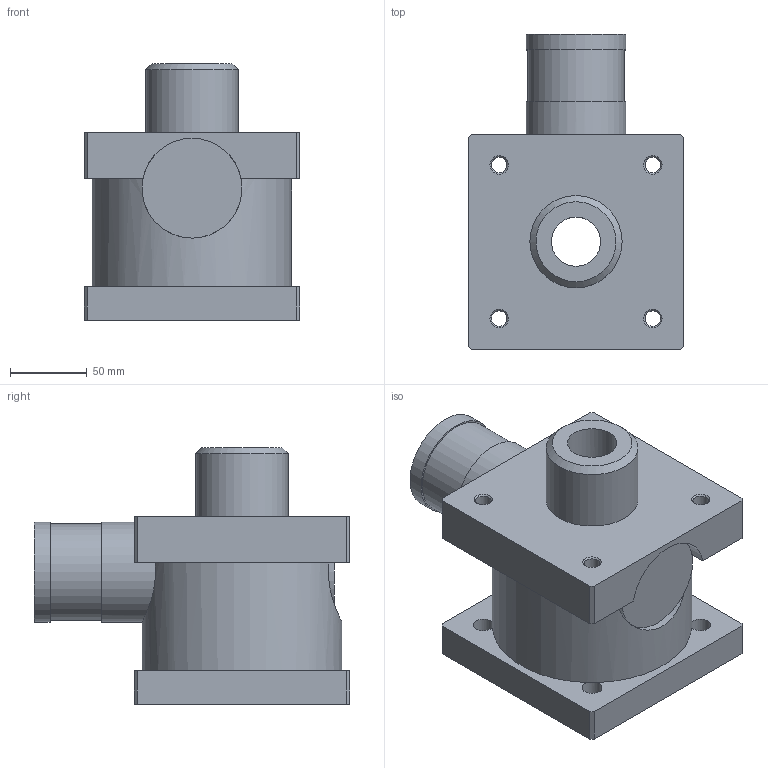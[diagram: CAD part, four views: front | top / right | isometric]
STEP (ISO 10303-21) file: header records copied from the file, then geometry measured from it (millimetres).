
FILE_DESCRIPTION((''),'2;1');
FILE_NAME('MSL-F32-125.stp','2012-10-05T13:14:46',('hartung_david'),(''),'Autodesk Inventor 2012','Autodesk Inventor 2012','');
FILE_SCHEMA(('AUTOMOTIVE_DESIGN { 1 0 10303 214 1 1 1 1 }'));
Length unit declared in the file: millimetre
Products named in the file (1): MSL-F32-125
Bounding box: 140 x 205 x 167 mm (x, y, z)
Volume: 2013151.6 mm3; surface area: 206064.2 mm2
Topology: 2 solids, 2 shells, 64 faces, 172 edges, 106 vertices
Faces by surface type: plane 35, cylinder 19, cone 10
Full cylindrical faces by diameter (mm): 8.566 x1, 10.106 x4, 13 x4, 32 x1, 32.5 x1, 35 x1, 60 x2, 62.743 x1, 65 x2, 65.01 x1, 130 x1
Entity records: 2157 total; most frequent: CARTESIAN_POINT 587, DIRECTION 318, ORIENTED_EDGE 254, AXIS2_PLACEMENT_3D 132, EDGE_CURVE 127, EDGE_LOOP 112, VERTEX_POINT 91, CIRCLE 67
